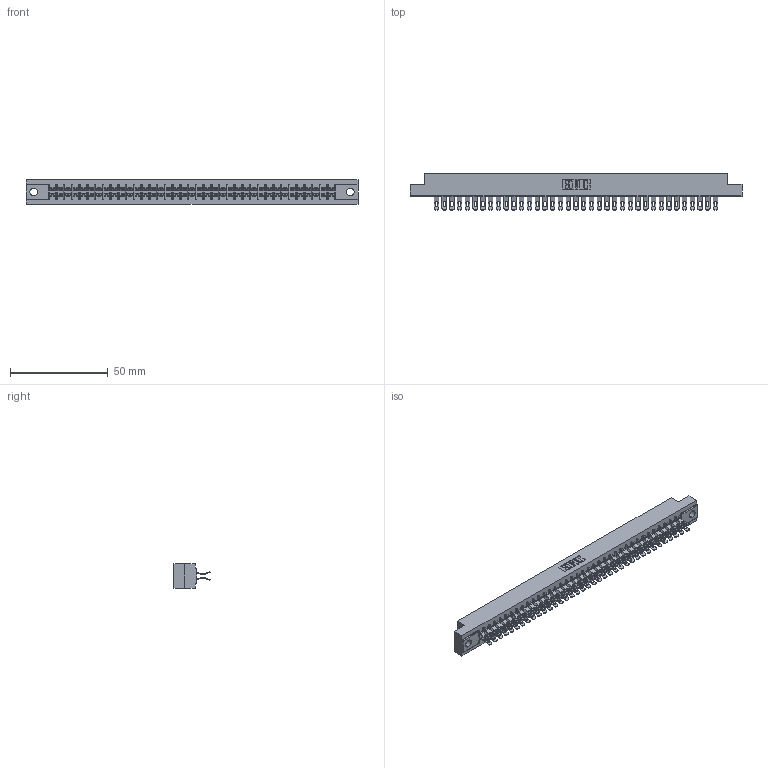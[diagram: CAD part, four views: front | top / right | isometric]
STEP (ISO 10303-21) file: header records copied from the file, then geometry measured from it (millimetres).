
FILE_DESCRIPTION (( 'STEP AP203' ), '1' );
FILE_NAME ('355-074-555-504.STEP', '2019-09-13T12:51:51', ( '' ), ( '' ), 'SwSTEP 2.0', 'SolidWorks 2016', '' );
FILE_SCHEMA (( 'CONFIG_CONTROL_DESIGN' ));
Length unit declared in the file: inch
Products named in the file (3): 305 Part_.156 Dia; 305-290-001_555; 355-074-555-504
Assembly tree (75 placements, depth 2):
  355-074-555-504
    305 Part_.156 Dia
    305-290-001_555  x74
Bounding box: 169.62 x 18.41 x 12.7 mm (x, y, z)
Volume: 17266.5 mm3; surface area: 23903.9 mm2
Topology: 75 solids, 75 shells, 5014 faces, 14967 edges, 9778 vertices
Faces by surface type: plane 2450, cylinder 2416, sphere 148
Entity records: 41712 total; most frequent: CARTESIAN_POINT 6925, ORIENTED_EDGE 6862, DIRECTION 6689, EDGE_CURVE 3431, VECTOR 2757, LINE 2757, VERTEX_POINT 2186, AXIS2_PLACEMENT_3D 1966
